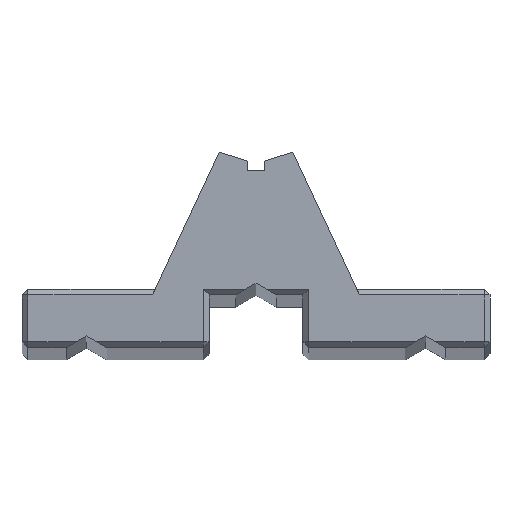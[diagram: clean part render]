
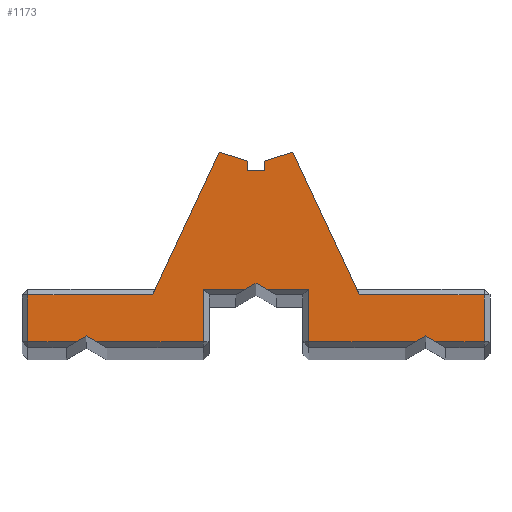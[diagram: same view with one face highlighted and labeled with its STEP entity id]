
A CAD part, top view. The second image highlights one B-rep face of the part: STEP entity #1173.
In plain terms, the highlighted planar face has unit normal (0, 0, 1).
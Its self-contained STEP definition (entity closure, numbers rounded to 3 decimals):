
#67=FACE_OUTER_BOUND('',#136,.T.);
#136=EDGE_LOOP('',(#953,#954,#955,#956,#957,#958,#959,#960,#961,#962,#963,
#964,#965,#966,#967,#968,#969,#970,#971,#972,#973,#974,#975,#976,#977));
#160=LINE('',#1600,#321);
#163=LINE('',#1605,#324);
#169=LINE('',#1615,#330);
#213=LINE('',#1705,#374);
#218=LINE('',#1714,#379);
#225=LINE('',#1727,#386);
#227=LINE('',#1731,#388);
#230=LINE('',#1736,#391);
#246=LINE('',#1771,#407);
#251=LINE('',#1778,#412);
#259=LINE('',#1793,#420);
#263=LINE('',#1800,#424);
#278=LINE('',#1834,#439);
#282=LINE('',#1840,#443);
#289=LINE('',#1854,#450);
#293=LINE('',#1861,#454);
#294=LINE('',#1863,#455);
#295=LINE('',#1865,#456);
#296=LINE('',#1867,#457);
#297=LINE('',#1869,#458);
#298=LINE('',#1871,#459);
#299=LINE('',#1873,#460);
#300=LINE('',#1874,#461);
#301=LINE('',#1876,#462);
#302=LINE('',#1877,#463);
#321=VECTOR('',#1294,10.);
#324=VECTOR('',#1299,10.);
#330=VECTOR('',#1309,10.);
#374=VECTOR('',#1373,10.);
#379=VECTOR('',#1382,10.);
#386=VECTOR('',#1395,10.);
#388=VECTOR('',#1399,10.);
#391=VECTOR('',#1404,10.);
#407=VECTOR('',#1434,10.);
#412=VECTOR('',#1443,10.);
#420=VECTOR('',#1459,10.);
#424=VECTOR('',#1467,10.);
#439=VECTOR('',#1496,10.);
#443=VECTOR('',#1504,10.);
#450=VECTOR('',#1519,10.);
#454=VECTOR('',#1527,10.);
#455=VECTOR('',#1528,10.);
#456=VECTOR('',#1529,10.);
#457=VECTOR('',#1530,10.);
#458=VECTOR('',#1531,10.);
#459=VECTOR('',#1532,10.);
#460=VECTOR('',#1533,10.);
#461=VECTOR('',#1534,10.);
#462=VECTOR('',#1535,10.);
#463=VECTOR('',#1536,10.);
#480=VERTEX_POINT('',#1592);
#482=VERTEX_POINT('',#1597);
#483=VERTEX_POINT('',#1599);
#485=VERTEX_POINT('',#1611);
#520=VERTEX_POINT('',#1698);
#522=VERTEX_POINT('',#1703);
#524=VERTEX_POINT('',#1713);
#526=VERTEX_POINT('',#1723);
#528=VERTEX_POINT('',#1729);
#529=VERTEX_POINT('',#1735);
#534=VERTEX_POINT('',#1751);
#539=VERTEX_POINT('',#1764);
#541=VERTEX_POINT('',#1769);
#543=VERTEX_POINT('',#1789);
#549=VERTEX_POINT('',#1811);
#554=VERTEX_POINT('',#1824);
#556=VERTEX_POINT('',#1830);
#560=VERTEX_POINT('',#1852);
#562=VERTEX_POINT('',#1862);
#563=VERTEX_POINT('',#1864);
#564=VERTEX_POINT('',#1866);
#565=VERTEX_POINT('',#1868);
#566=VERTEX_POINT('',#1870);
#567=VERTEX_POINT('',#1872);
#568=VERTEX_POINT('',#1875);
#576=EDGE_CURVE('',#482,#483,#160,.T.);
#579=EDGE_CURVE('',#483,#480,#163,.T.);
#585=EDGE_CURVE('',#480,#485,#169,.T.);
#629=EDGE_CURVE('',#522,#520,#213,.T.);
#634=EDGE_CURVE('',#520,#524,#218,.T.);
#641=EDGE_CURVE('',#524,#526,#225,.T.);
#643=EDGE_CURVE('',#528,#522,#227,.T.);
#646=EDGE_CURVE('',#526,#529,#230,.T.);
#662=EDGE_CURVE('',#541,#539,#246,.T.);
#667=EDGE_CURVE('',#539,#534,#251,.T.);
#675=EDGE_CURVE('',#534,#543,#259,.T.);
#679=EDGE_CURVE('',#543,#528,#263,.T.);
#694=EDGE_CURVE('',#554,#556,#278,.T.);
#698=EDGE_CURVE('',#549,#554,#282,.T.);
#705=EDGE_CURVE('',#560,#549,#289,.T.);
#709=EDGE_CURVE('',#529,#482,#293,.T.);
#710=EDGE_CURVE('',#562,#541,#294,.T.);
#711=EDGE_CURVE('',#563,#562,#295,.T.);
#712=EDGE_CURVE('',#564,#563,#296,.T.);
#713=EDGE_CURVE('',#565,#564,#297,.T.);
#714=EDGE_CURVE('',#566,#565,#298,.T.);
#715=EDGE_CURVE('',#567,#566,#299,.T.);
#716=EDGE_CURVE('',#556,#567,#300,.T.);
#717=EDGE_CURVE('',#568,#560,#301,.T.);
#718=EDGE_CURVE('',#485,#568,#302,.T.);
#953=ORIENTED_EDGE('',*,*,#576,.F.);
#954=ORIENTED_EDGE('',*,*,#709,.F.);
#955=ORIENTED_EDGE('',*,*,#646,.F.);
#956=ORIENTED_EDGE('',*,*,#641,.F.);
#957=ORIENTED_EDGE('',*,*,#634,.F.);
#958=ORIENTED_EDGE('',*,*,#629,.F.);
#959=ORIENTED_EDGE('',*,*,#643,.F.);
#960=ORIENTED_EDGE('',*,*,#679,.F.);
#961=ORIENTED_EDGE('',*,*,#675,.F.);
#962=ORIENTED_EDGE('',*,*,#667,.F.);
#963=ORIENTED_EDGE('',*,*,#662,.F.);
#964=ORIENTED_EDGE('',*,*,#710,.F.);
#965=ORIENTED_EDGE('',*,*,#711,.F.);
#966=ORIENTED_EDGE('',*,*,#712,.F.);
#967=ORIENTED_EDGE('',*,*,#713,.F.);
#968=ORIENTED_EDGE('',*,*,#714,.F.);
#969=ORIENTED_EDGE('',*,*,#715,.F.);
#970=ORIENTED_EDGE('',*,*,#716,.F.);
#971=ORIENTED_EDGE('',*,*,#694,.F.);
#972=ORIENTED_EDGE('',*,*,#698,.F.);
#973=ORIENTED_EDGE('',*,*,#705,.F.);
#974=ORIENTED_EDGE('',*,*,#717,.F.);
#975=ORIENTED_EDGE('',*,*,#718,.F.);
#976=ORIENTED_EDGE('',*,*,#585,.F.);
#977=ORIENTED_EDGE('',*,*,#579,.F.);
#1104=PLANE('',#1262);
#1173=ADVANCED_FACE('',(#67),#1104,.T.);
#1262=AXIS2_PLACEMENT_3D('',#1860,#1525,#1526);
#1294=DIRECTION('',(-1.,0.,0.));
#1299=DIRECTION('',(0.,-1.,0.));
#1309=DIRECTION('',(-1.,0.,0.));
#1373=DIRECTION('',(-1.,0.,0.));
#1382=DIRECTION('',(0.,1.,0.));
#1395=DIRECTION('',(-1.,0.,0.));
#1399=DIRECTION('',(-0.866,-0.5,0.));
#1404=DIRECTION('',(-0.866,0.5,0.));
#1434=DIRECTION('',(1.,0.,0.));
#1443=DIRECTION('',(0.,-1.,0.));
#1459=DIRECTION('',(-1.,0.,0.));
#1467=DIRECTION('',(-0.866,0.5,0.));
#1496=DIRECTION('',(1.,0.,0.));
#1504=DIRECTION('',(0.,1.,0.));
#1519=DIRECTION('',(-1.,0.,0.));
#1525=DIRECTION('center_axis',(0.,0.,1.));
#1526=DIRECTION('ref_axis',(1.,0.,0.));
#1527=DIRECTION('',(-0.866,-0.5,0.));
#1528=DIRECTION('',(0.423,-0.906,0.));
#1529=DIRECTION('',(0.954,0.301,0.));
#1530=DIRECTION('',(0.,1.,0.));
#1531=DIRECTION('',(1.,0.,0.));
#1532=DIRECTION('',(0.,-1.,0.));
#1533=DIRECTION('',(0.954,-0.301,0.));
#1534=DIRECTION('',(0.423,0.906,0.));
#1535=DIRECTION('',(-0.866,-0.5,0.));
#1536=DIRECTION('',(-0.866,0.5,0.));
#1592=CARTESIAN_POINT('',(-4.5,-2.,599.5));
#1597=CARTESIAN_POINT('',(-0.866,2.5,599.5));
#1599=CARTESIAN_POINT('',(-4.5,2.5,599.5));
#1600=CARTESIAN_POINT('',(-0.866,2.5,599.5));
#1605=CARTESIAN_POINT('',(-4.5,2.364,599.5));
#1611=CARTESIAN_POINT('',(-13.634,-2.,599.5));
#1615=CARTESIAN_POINT('',(-2.,-2.,599.5));
#1698=CARTESIAN_POINT('',(4.5,-2.,599.5));
#1703=CARTESIAN_POINT('',(13.634,-2.,599.5));
#1705=CARTESIAN_POINT('',(6.384,-2.,599.5));
#1713=CARTESIAN_POINT('',(4.5,2.5,599.5));
#1714=CARTESIAN_POINT('',(4.5,0.114,599.5));
#1723=CARTESIAN_POINT('',(0.866,2.5,599.5));
#1727=CARTESIAN_POINT('',(2.,2.5,599.5));
#1729=CARTESIAN_POINT('',(14.5,-1.5,599.5));
#1731=CARTESIAN_POINT('',(12.768,-2.5,599.5));
#1735=CARTESIAN_POINT('',(0.,3.,599.5));
#1736=CARTESIAN_POINT('',(0.,3.,599.5));
#1751=CARTESIAN_POINT('',(19.5,-2.,599.5));
#1764=CARTESIAN_POINT('',(19.5,2.,599.5));
#1769=CARTESIAN_POINT('',(8.84,2.,599.5));
#1771=CARTESIAN_POINT('',(4.303,2.,599.5));
#1778=CARTESIAN_POINT('',(19.5,2.614,599.5));
#1789=CARTESIAN_POINT('',(15.366,-2.,599.5));
#1793=CARTESIAN_POINT('',(10.,-2.,599.5));
#1800=CARTESIAN_POINT('',(14.5,-1.5,599.5));
#1811=CARTESIAN_POINT('',(-19.5,-2.,599.5));
#1824=CARTESIAN_POINT('',(-19.5,2.,599.5));
#1830=CARTESIAN_POINT('',(-8.84,2.,599.5));
#1834=CARTESIAN_POINT('',(-10.,2.,599.5));
#1840=CARTESIAN_POINT('',(-19.5,0.114,599.5));
#1852=CARTESIAN_POINT('',(-15.366,-2.,599.5));
#1854=CARTESIAN_POINT('',(-8.116,-2.,599.5));
#1860=CARTESIAN_POINT('Origin',(0.,2.728,
599.5));
#1861=CARTESIAN_POINT('',(-1.732,2.,599.5));
#1862=CARTESIAN_POINT('',(3.15,14.202,599.5));
#1863=CARTESIAN_POINT('',(5.066,10.093,599.5));
#1864=CARTESIAN_POINT('',(0.75,13.445,599.5));
#1865=CARTESIAN_POINT('',(3.15,14.202,599.5));
#1866=CARTESIAN_POINT('',(0.75,12.645,599.5));
#1867=CARTESIAN_POINT('',(0.75,13.445,599.5));
#1868=CARTESIAN_POINT('',(-0.75,12.645,599.5));
#1869=CARTESIAN_POINT('',(0.75,12.645,599.5));
#1870=CARTESIAN_POINT('',(-0.75,13.445,599.5));
#1871=CARTESIAN_POINT('',(-0.75,12.645,599.5));
#1872=CARTESIAN_POINT('',(-3.15,14.202,599.5));
#1873=CARTESIAN_POINT('',(-0.75,13.445,599.5));
#1874=CARTESIAN_POINT('',(-3.15,14.202,599.5));
#1875=CARTESIAN_POINT('',(-14.5,-1.5,599.5));
#1876=CARTESIAN_POINT('',(-16.232,-2.5,599.5));
#1877=CARTESIAN_POINT('',(-14.5,-1.5,599.5));
